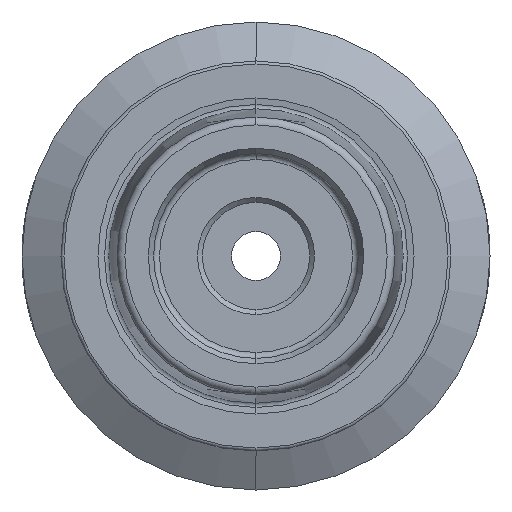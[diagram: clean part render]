
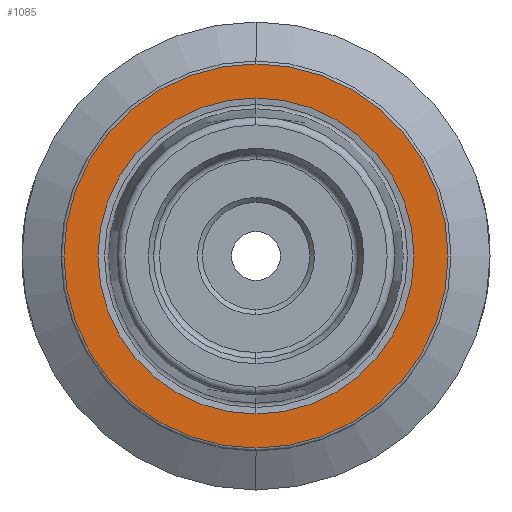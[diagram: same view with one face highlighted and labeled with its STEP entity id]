
A CAD part, left-side view. The second image highlights one B-rep face of the part: STEP entity #1085.
In plain terms, the highlighted planar face has unit normal (-1, 0, 0).
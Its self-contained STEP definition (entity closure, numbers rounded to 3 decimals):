
#220 = CIRCLE ( 'NONE', #4234, 19.7 ) ;
#248 = CIRCLE ( 'NONE', #2420, 16.207 ) ;
#267 = CIRCLE ( 'NONE', #2419, 19.7 ) ;
#908 = CIRCLE ( 'NONE', #4190, 16.207 ) ;
#949 = CARTESIAN_POINT ( 'NONE',  ( 0., 0., -19.7 ) ) ;
#974 = CARTESIAN_POINT ( 'NONE',  ( 0., 0., 19.7 ) ) ;
#997 = CARTESIAN_POINT ( 'NONE',  ( 0., 0., 16.207 ) ) ;
#1085 = ADVANCED_FACE ( 'NONE', ( #2503, #2507 ), #2113, .F. ) ;
#1100 = VERTEX_POINT ( 'NONE', #1992 ) ;
#1311 = EDGE_LOOP ( 'NONE', ( #3821, #3745 ) ) ;
#1321 = EDGE_LOOP ( 'NONE', ( #3784, #4031 ) ) ;
#1546 = DIRECTION ( 'NONE',  ( 0., 0., 1. ) ) ;
#1556 = DIRECTION ( 'NONE',  ( 0., 0., 1. ) ) ;
#1557 = DIRECTION ( 'NONE',  ( -1., 0., 0. ) ) ;
#1580 = DIRECTION ( 'NONE',  ( -1., 0., 0. ) ) ;
#1617 = CARTESIAN_POINT ( 'NONE',  ( 0., 0., 0. ) ) ;
#1622 = CARTESIAN_POINT ( 'NONE',  ( 0., 0., 0. ) ) ;
#1809 = DIRECTION ( 'NONE',  ( 0., 0., 1. ) ) ;
#1810 = DIRECTION ( 'NONE',  ( -1., 0., 0. ) ) ;
#1812 = CARTESIAN_POINT ( 'NONE',  ( 0., 0., 0. ) ) ;
#1841 = EDGE_CURVE ( 'NONE', #3791, #3832, #267, .T. ) ;
#1853 = EDGE_CURVE ( 'NONE', #3798, #1100, #248, .T. ) ;
#1914 = DIRECTION ( 'NONE',  ( 1., 0., 0. ) ) ;
#1992 = CARTESIAN_POINT ( 'NONE',  ( 0., 0., -16.207 ) ) ;
#2068 = CARTESIAN_POINT ( 'NONE',  ( 0., 19.7, 0. ) ) ;
#2090 = DIRECTION ( 'NONE',  ( 0., 0., -1. ) ) ;
#2113 = PLANE ( 'NONE',  #2437 ) ;
#2186 = CARTESIAN_POINT ( 'NONE',  ( 0., 0., 0. ) ) ;
#2254 = DIRECTION ( 'NONE',  ( 0., 0., 1. ) ) ;
#2264 = DIRECTION ( 'NONE',  ( -1., 0., 0. ) ) ;
#2419 = AXIS2_PLACEMENT_3D ( 'NONE', #1622, #1557, #1556 ) ;
#2420 = AXIS2_PLACEMENT_3D ( 'NONE', #1617, #1580, #1546 ) ;
#2437 = AXIS2_PLACEMENT_3D ( 'NONE', #2068, #1914, #2090 ) ;
#2503 = FACE_BOUND ( 'NONE', #1311, .T. ) ;
#2507 = FACE_OUTER_BOUND ( 'NONE', #1321, .T. ) ;
#3094 = EDGE_CURVE ( 'NONE', #3832, #3791, #220, .T. ) ;
#3162 = EDGE_CURVE ( 'NONE', #1100, #3798, #908, .T. ) ;
#3745 = ORIENTED_EDGE ( 'NONE', *, *, #3162, .F. ) ;
#3784 = ORIENTED_EDGE ( 'NONE', *, *, #3094, .T. ) ;
#3791 = VERTEX_POINT ( 'NONE', #949 ) ;
#3798 = VERTEX_POINT ( 'NONE', #997 ) ;
#3821 = ORIENTED_EDGE ( 'NONE', *, *, #1853, .F. ) ;
#3832 = VERTEX_POINT ( 'NONE', #974 ) ;
#4031 = ORIENTED_EDGE ( 'NONE', *, *, #1841, .T. ) ;
#4190 = AXIS2_PLACEMENT_3D ( 'NONE', #2186, #2264, #2254 ) ;
#4234 = AXIS2_PLACEMENT_3D ( 'NONE', #1812, #1810, #1809 ) ;
